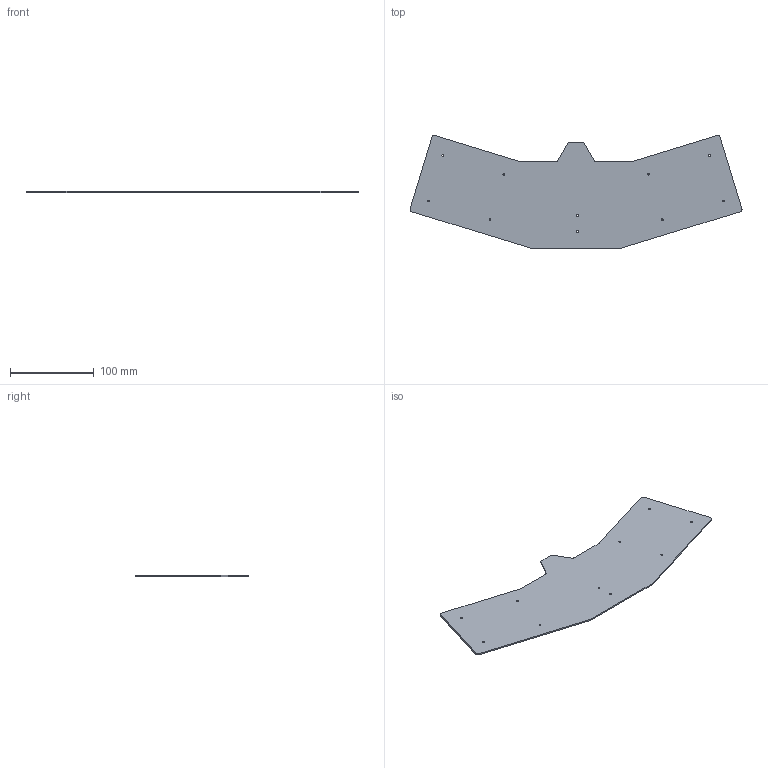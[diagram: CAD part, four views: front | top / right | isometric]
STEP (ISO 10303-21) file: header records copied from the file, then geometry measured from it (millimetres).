
FILE_DESCRIPTION(('KiCad electronic assembly'),'2;1');
FILE_NAME('pteranodon-holes-edge.step','2024-10-28T20:03:13',('Pcbnew'), ('Kicad'),'Open CASCADE STEP processor 7.8','KiCad to STEP converter', 'Unknown');
FILE_SCHEMA(('AUTOMOTIVE_DESIGN { 1 0 10303 214 1 1 1 1 }'));
Length unit declared in the file: millimetre
Products named in the file (2): pteranodon-holes-edge 1; _autosave-pteranodon_PCB
Assembly tree (1 placements, depth 2):
  pteranodon-holes-edge 1
    _autosave-pteranodon_PCB
Bounding box: 396.37 x 134.81 x 1.6 mm (x, y, z)
Volume: 60758.1 mm3; surface area: 77616 mm2
Topology: 1 solids, 1 shells, 34 faces, 96 edges, 64 vertices
Faces by surface type: cylinder 20, plane 14
Full cylindrical faces by diameter (mm): 2.2 x10
Entity records: 1197 total; most frequent: DIRECTION 208, CARTESIAN_POINT 196, ORIENTED_EDGE 192, EDGE_CURVE 96, AXIS2_PLACEMENT_3D 76, VERTEX_POINT 64, LINE 56, VECTOR 56
